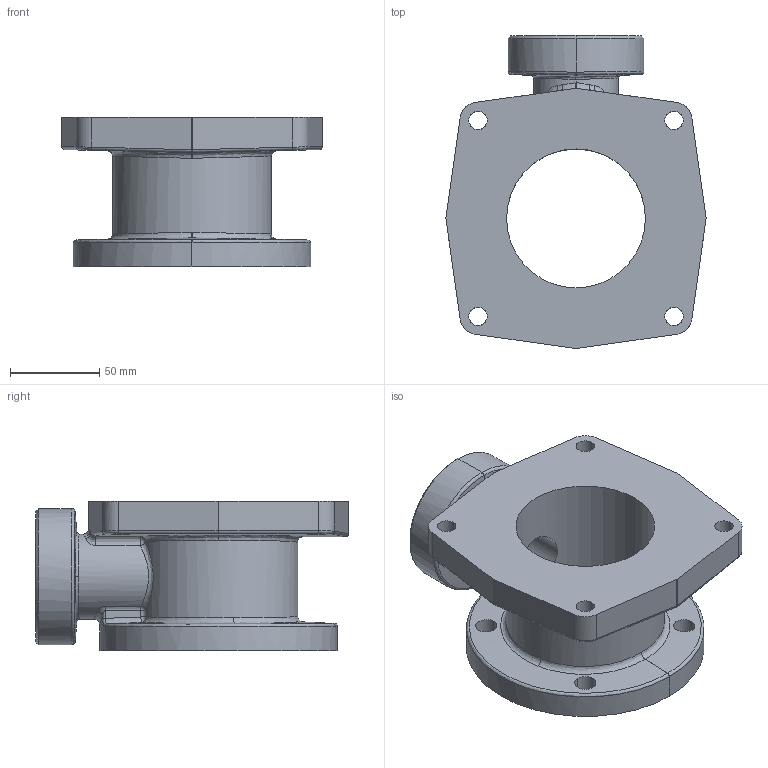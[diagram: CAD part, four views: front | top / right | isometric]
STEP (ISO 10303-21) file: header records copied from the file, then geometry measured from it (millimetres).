
FILE_DESCRIPTION((''),'2;1');
FILE_NAME('D40413_SW0001','2012-06-26T',('cleon'),(''),'PRO/ENGINEER BY PARAMETRIC TECHNOLOGY CORPORATION, 2011180','PRO/ENGINEER BY PARAMETRIC TECHNOLOGY CORPORATION, 2011180','');
FILE_SCHEMA(('CONFIG_CONTROL_DESIGN'));
Length unit declared in the file: inch
Products named in the file (1): D40413_SW0001
Bounding box: 146.02 x 175.67 x 83.64 mm (x, y, z)
Surface area: 116293.4 mm2 (no closed solid volume)
Topology: 0 solids, 1 shells, 145 faces, 342 edges, 200 vertices
Faces by surface type: cylinder 59, bspline 45, plane 19, sphere 10, extrusion 6, cone 6
Entity records: 8152 total; most frequent: CARTESIAN_POINT 5099, ORIENTED_EDGE 672, DIRECTION 540, EDGE_CURVE 340, AXIS2_PLACEMENT_3D 218, VERTEX_POINT 200, EDGE_LOOP 170, FACE_OUTER_BOUND 145
